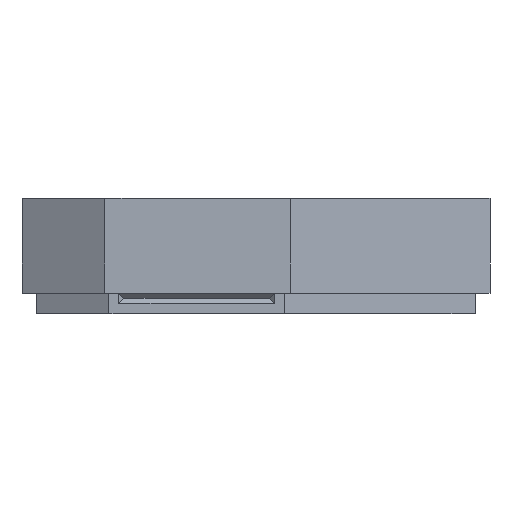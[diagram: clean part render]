
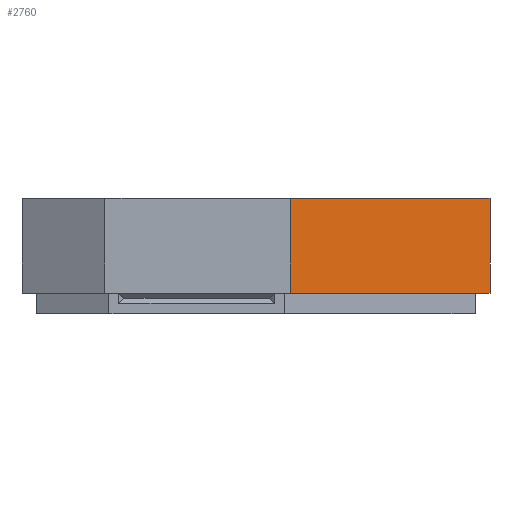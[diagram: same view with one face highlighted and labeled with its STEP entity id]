
A CAD part, left-side view. The second image highlights one B-rep face of the part: STEP entity #2760.
In plain terms, the highlighted planar face has unit normal (-0.73, -0.684, 0).
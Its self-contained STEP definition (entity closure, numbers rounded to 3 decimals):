
#172=FACE_OUTER_BOUND('',#319,.T.);
#319=EDGE_LOOP('',(#2442,#2443,#2444,#2445));
#396=LINE('',#3753,#774);
#645=LINE('',#4262,#1023);
#698=LINE('',#4366,#1076);
#699=LINE('',#4368,#1077);
#774=VECTOR('',#3050,10.);
#1023=VECTOR('',#3489,10.);
#1076=VECTOR('',#3586,10.);
#1077=VECTOR('',#3589,10.);
#1135=VERTEX_POINT('',#3750);
#1136=VERTEX_POINT('',#3752);
#1301=VERTEX_POINT('',#4260);
#1330=VERTEX_POINT('',#4364);
#1405=EDGE_CURVE('',#1135,#1136,#396,.T.);
#1660=EDGE_CURVE('',#1301,#1135,#645,.T.);
#1713=EDGE_CURVE('',#1330,#1136,#698,.T.);
#1714=EDGE_CURVE('',#1330,#1301,#699,.T.);
#2442=ORIENTED_EDGE('',*,*,#1714,.F.);
#2443=ORIENTED_EDGE('',*,*,#1713,.T.);
#2444=ORIENTED_EDGE('',*,*,#1405,.F.);
#2445=ORIENTED_EDGE('',*,*,#1660,.F.);
#2621=PLANE('',#2921);
#2760=ADVANCED_FACE('',(#172),#2621,.T.);
#2921=AXIS2_PLACEMENT_3D('',#4367,#3587,#3588);
#3050=DIRECTION('',(0.684,-0.73,0.));
#3489=DIRECTION('',(0.,0.,1.));
#3586=DIRECTION('',(0.,0.,1.));
#3587=DIRECTION('center_axis',(-0.73,-0.684,0.));
#3588=DIRECTION('ref_axis',(0.684,-0.73,0.));
#3589=DIRECTION('',(-0.684,0.73,0.));
#3750=CARTESIAN_POINT('',(-44.,-1.637,28.));
#3752=CARTESIAN_POINT('',(-16.405,-31.078,28.));
#3753=CARTESIAN_POINT('',(-16.405,-31.078,28.));
#4260=CARTESIAN_POINT('',(-44.,-1.637,14.));
#4262=CARTESIAN_POINT('',(-44.,-1.637,14.));
#4364=CARTESIAN_POINT('',(-16.405,-31.078,14.));
#4366=CARTESIAN_POINT('',(-16.405,-31.078,14.));
#4367=CARTESIAN_POINT('Origin',(-44.,-1.637,14.));
#4368=CARTESIAN_POINT('',(-16.405,-31.078,14.));
